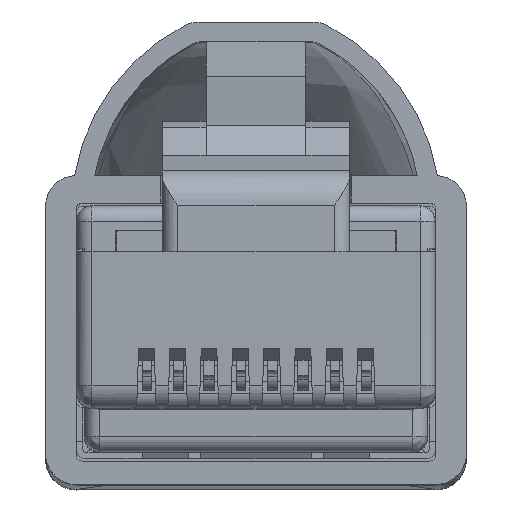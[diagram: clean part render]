
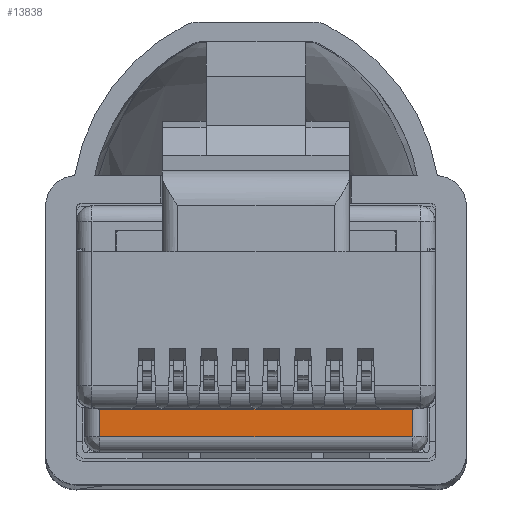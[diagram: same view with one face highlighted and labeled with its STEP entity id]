
A CAD part, top view. The second image highlights one B-rep face of the part: STEP entity #13838.
In plain terms, the highlighted planar face has unit normal (0, 0, 1).
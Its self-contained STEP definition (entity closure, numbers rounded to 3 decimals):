
#13811=AXIS2_PLACEMENT_3D('Plane Axis2P3D',#13808,#13809,#13810) ;
#7340=CARTESIAN_POINT('Vertex',(1.76,2.453,116.58)) ;
#7343=CARTESIAN_POINT('Line Origine',(6.85,2.453,116.58)) ;
#7347=CARTESIAN_POINT('Vertex',(11.94,2.453,116.58)) ;
#13808=CARTESIAN_POINT('Axis2P3D Location',(6.85,2.003,116.58)) ;
#13813=CARTESIAN_POINT('Line Origine',(1.76,2.003,116.58)) ;
#13817=CARTESIAN_POINT('Vertex',(1.76,1.553,116.58)) ;
#13820=CARTESIAN_POINT('Line Origine',(6.85,1.553,116.58)) ;
#13824=CARTESIAN_POINT('Vertex',(11.94,1.553,116.58)) ;
#13827=CARTESIAN_POINT('Line Origine',(11.94,2.003,116.58)) ;
#7344=DIRECTION('Vector Direction',(-1.,0.,0.)) ;
#13809=DIRECTION('Axis2P3D Direction',(0.,0.,-1.)) ;
#13810=DIRECTION('Axis2P3D XDirection',(-1.,0.,0.)) ;
#13814=DIRECTION('Vector Direction',(0.,1.,0.)) ;
#13821=DIRECTION('Vector Direction',(-1.,0.,0.)) ;
#13828=DIRECTION('Vector Direction',(0.,-1.,0.)) ;
#7345=VECTOR('Line Direction',#7344,1.) ;
#13815=VECTOR('Line Direction',#13814,1.) ;
#13822=VECTOR('Line Direction',#13821,1.) ;
#13829=VECTOR('Line Direction',#13828,1.) ;
#13833=ORIENTED_EDGE('',*,*,#7349,.T.) ;
#13834=ORIENTED_EDGE('',*,*,#13819,.F.) ;
#13835=ORIENTED_EDGE('',*,*,#13826,.F.) ;
#13836=ORIENTED_EDGE('',*,*,#13831,.F.) ;
#13838=ADVANCED_FACE('Hauptk\X2\00F6\X0\rper',(#13837),#13812,.F.) ;
#7349=EDGE_CURVE('',#7348,#7341,#7346,.T.) ;
#13819=EDGE_CURVE('',#13818,#7341,#13816,.T.) ;
#13826=EDGE_CURVE('',#13825,#13818,#13823,.T.) ;
#13831=EDGE_CURVE('',#7348,#13825,#13830,.T.) ;
#13832=EDGE_LOOP('',(#13833,#13834,#13835,#13836)) ;
#13837=FACE_OUTER_BOUND('',#13832,.T.) ;
#7346=LINE('Line',#7343,#7345) ;
#13816=LINE('Line',#13813,#13815) ;
#13823=LINE('Line',#13820,#13822) ;
#13830=LINE('Line',#13827,#13829) ;
#13812=PLANE('',#13811) ;
#7341=VERTEX_POINT('',#7340) ;
#7348=VERTEX_POINT('',#7347) ;
#13818=VERTEX_POINT('',#13817) ;
#13825=VERTEX_POINT('',#13824) ;
